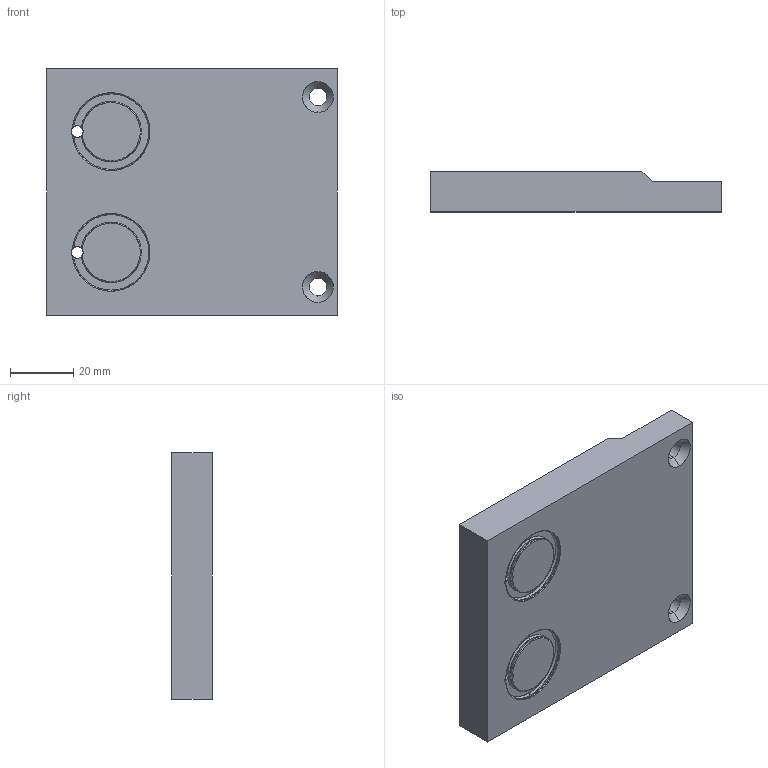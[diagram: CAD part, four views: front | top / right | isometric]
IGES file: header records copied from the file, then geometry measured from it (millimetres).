
Start section: SolidWorks IGES file using analytic representation for surfaces
Global section: file name: D1000909-v3_AdLIGO_AOS_SLC 4-Way Copper Plate.IGS; native system: SolidWorks 2012; preprocessor: SolidWorks 2012; author: tnguyen; date: 120907.130000; units: inch
Bounding box: 91.69 x 12.7 x 77.72 mm (x, y, z)
Surface area: 19226.2 mm2 (no closed solid volume)
Topology: 0 solids, 0 shells, 72 faces, 1000 edges, 1000 vertices
Faces by surface type: bspline 48, revolution 24
